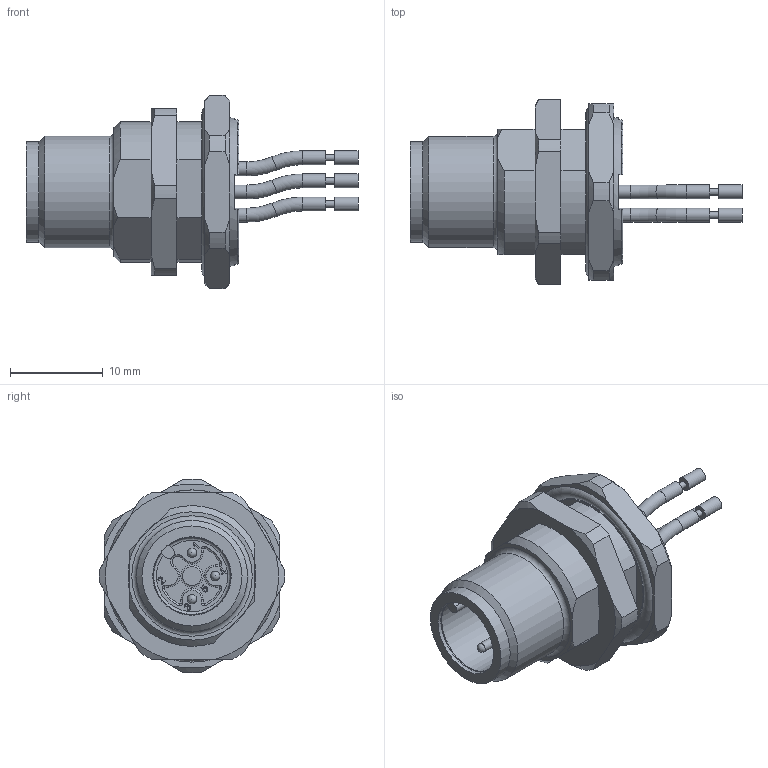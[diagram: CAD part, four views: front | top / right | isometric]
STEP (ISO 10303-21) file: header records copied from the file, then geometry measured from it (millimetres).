
FILE_DESCRIPTION(/* description */ (''),/* implementation_level */ '2;1');
FILE_NAME(/* name */ 'AL-FHM12SUA3-m_PG9.stp',/* time_stamp */ '2019-01-11T10:01:34+01:00',/* author */ (''),/* organization */ (''),/* preprocessor_version */ 'ST-DEVELOPER v16',/* originating_system */ 'SIEMENS PLM Software NX 10.0',/* authorisation */ '');
FILE_SCHEMA (('AUTOMOTIVE_DESIGN { 1 0 10303 214 3 1 1 1 }'));
Length unit declared in the file: millimetre
Products named in the file (1): v.sh12C8C3725n4n
Bounding box: 35.85 x 19.99 x 20.89 mm (x, y, z)
Volume: 3538.6 mm3; surface area: 2829.2 mm2
Topology: 2 solids, 2 shells, 261 faces, 695 edges, 453 vertices
Faces by surface type: plane 99, cylinder 69, extrusion 32, torus 27, cone 25, bspline 6, sphere 3
Full cylindrical faces by diameter (mm): 0.7 x3, 1 x3, 1.5 x9, 2 x1, 8.4 x1, 10.8 x1, 12 x1, 15.6 x1, 16 x1
Entity records: 8635 total; most frequent: CARTESIAN_POINT 2548, ORIENTED_EDGE 1284, DIRECTION 1137, EDGE_CURVE 642, VERTEX_POINT 438, AXIS2_PLACEMENT_3D 431, EDGE_LOOP 321, VECTOR 275
